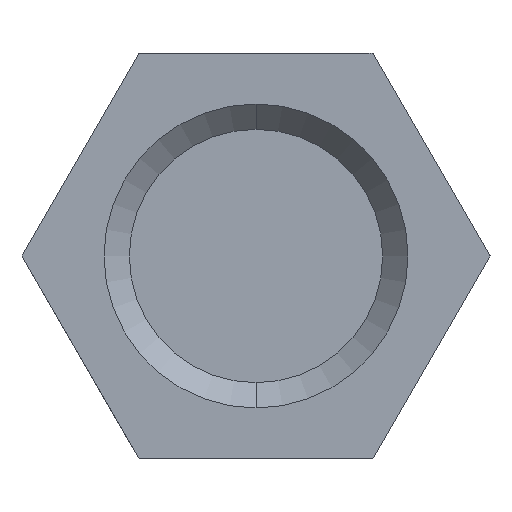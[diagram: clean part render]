
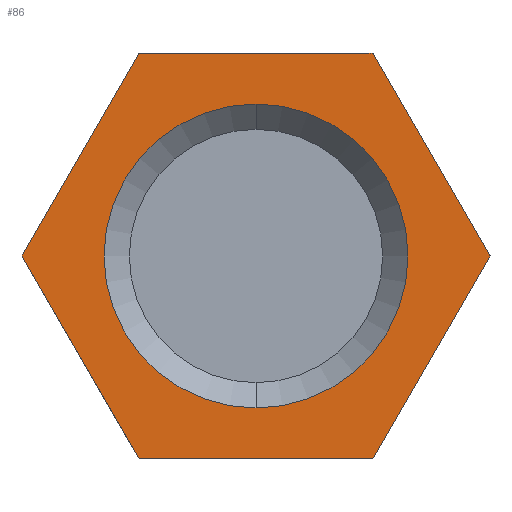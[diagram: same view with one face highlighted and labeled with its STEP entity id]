
A CAD part, left-side view. The second image highlights one B-rep face of the part: STEP entity #86.
In plain terms, the highlighted planar face has unit normal (-1, 0, 0).
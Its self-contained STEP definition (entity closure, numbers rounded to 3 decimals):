
#86=ADVANCED_FACE('',(#372,#373),#374,.F.);
#372=FACE_OUTER_BOUND('',#909,.T.);
#373=FACE_BOUND('',#910,.T.);
#374=PLANE('',#911);
#909=EDGE_LOOP('',(#4411,#4412,#4413,#4414,#4415,#4416));
#910=EDGE_LOOP('',(#4417,#4418));
#911=AXIS2_PLACEMENT_3D('',#4419,#4420,#4421);
#4411=ORIENTED_EDGE('',*,*,#6226,.F.);
#4412=ORIENTED_EDGE('',*,*,#6230,.F.);
#4413=ORIENTED_EDGE('',*,*,#6232,.F.);
#4414=ORIENTED_EDGE('',*,*,#6044,.F.);
#4415=ORIENTED_EDGE('',*,*,#6235,.F.);
#4416=ORIENTED_EDGE('',*,*,#6237,.F.);
#4417=ORIENTED_EDGE('',*,*,#6034,.T.);
#4418=ORIENTED_EDGE('',*,*,#6238,.T.);
#4419=CARTESIAN_POINT('',(-70.0,-4.619,0.));
#4420=DIRECTION('',(1.0,0.0,0.0));
#4421=DIRECTION('',(0.0,1.0,0.0));
#6034=EDGE_CURVE('',#6706,#6704,#6707,.T.);
#6044=EDGE_CURVE('',#6722,#6724,#6725,.T.);
#6226=EDGE_CURVE('',#7084,#7086,#7087,.T.);
#6230=EDGE_CURVE('',#7091,#7084,#7093,.T.);
#6232=EDGE_CURVE('',#6724,#7091,#7095,.T.);
#6235=EDGE_CURVE('',#7098,#6722,#7100,.T.);
#6237=EDGE_CURVE('',#7086,#7098,#7102,.T.);
#6238=EDGE_CURVE('',#6704,#6706,#7103,.T.);
#6704=VERTEX_POINT('',#7813);
#6706=VERTEX_POINT('',#7816);
#6707=CIRCLE('',#7817,3.0);
#6722=VERTEX_POINT('',#7838);
#6724=VERTEX_POINT('',#7841);
#6725=LINE('',#7842,#7843);
#7084=VERTEX_POINT('',#9250);
#7086=VERTEX_POINT('',#9253);
#7087=LINE('',#9254,#9255);
#7091=VERTEX_POINT('',#9261);
#7093=LINE('',#9264,#9265);
#7095=LINE('',#9268,#9269);
#7098=VERTEX_POINT('',#9273);
#7100=LINE('',#9276,#9277);
#7102=LINE('',#9280,#9281);
#7103=CIRCLE('',#9282,3.0);
#7813=CARTESIAN_POINT('',(-70.0,0.,-3.0));
#7816=CARTESIAN_POINT('',(-70.0,0.0,3.0));
#7817=AXIS2_PLACEMENT_3D('',#12104,#12105,#12106);
#7838=CARTESIAN_POINT('',(-70.0,2.309,-4.));
#7841=CARTESIAN_POINT('',(-70.0,4.619,0.));
#7842=CARTESIAN_POINT('',(-70.0,2.309,-4.));
#7843=VECTOR('',#12120,1000.0);
#9250=CARTESIAN_POINT('',(-70.0,-2.309,4.0));
#9253=CARTESIAN_POINT('',(-70.0,-4.619,0.));
#9254=CARTESIAN_POINT('',(-70.0,-2.309,4.0));
#9255=VECTOR('',#12256,1000.0);
#9261=CARTESIAN_POINT('',(-70.0,2.309,4.));
#9264=CARTESIAN_POINT('',(-70.0,2.309,4.));
#9265=VECTOR('',#12260,1000.0);
#9268=CARTESIAN_POINT('',(-70.0,4.619,0.));
#9269=VECTOR('',#12262,1000.0);
#9273=CARTESIAN_POINT('',(-70.0,-2.309,-4.0));
#9276=CARTESIAN_POINT('',(-70.0,-2.309,-4.0));
#9277=VECTOR('',#12265,1000.0);
#9280=CARTESIAN_POINT('',(-70.0,-4.619,0.));
#9281=VECTOR('',#12267,1000.0);
#9282=AXIS2_PLACEMENT_3D('',#12268,#12269,#12270);
#12104=CARTESIAN_POINT('',(-70.0,0.0,0.0));
#12105=DIRECTION('',(1.0,0.0,0.0));
#12106=DIRECTION('',(0.0,0.0,-1.0));
#12120=DIRECTION('',(0.0,0.5,0.866));
#12256=DIRECTION('',(0.0,-0.5,-0.866));
#12260=DIRECTION('',(0.0,-1.0,0.));
#12262=DIRECTION('',(0.0,-0.5,0.866));
#12265=DIRECTION('',(0.0,1.0,0.));
#12267=DIRECTION('',(0.0,0.5,-0.866));
#12268=CARTESIAN_POINT('',(-70.0,0.0,0.0));
#12269=DIRECTION('',(1.0,0.0,0.0));
#12270=DIRECTION('',(0.0,0.0,-1.0));
